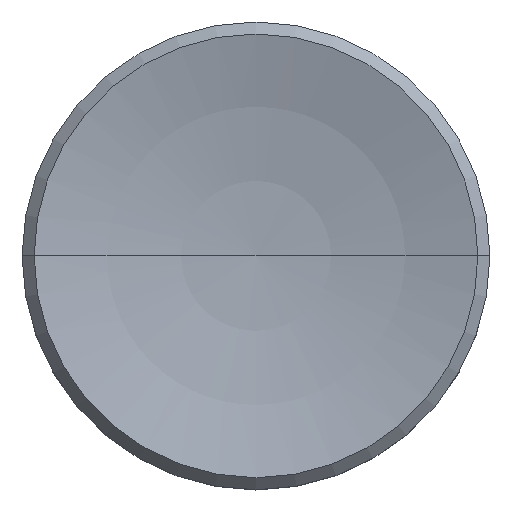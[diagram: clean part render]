
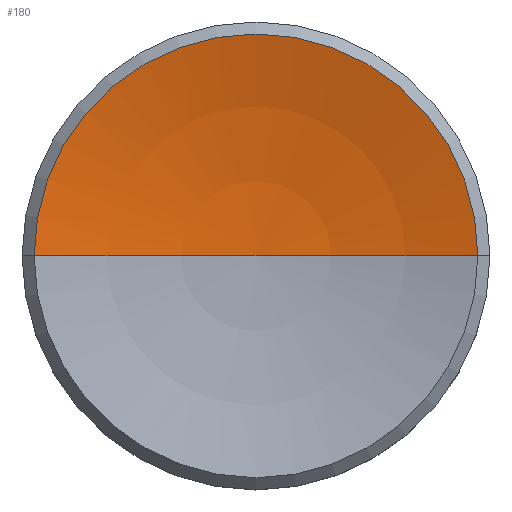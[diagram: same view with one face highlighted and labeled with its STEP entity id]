
A CAD part, top view. The second image highlights one B-rep face of the part: STEP entity #180.
In plain terms, the highlighted toroidal (fillet/blend) face has major radius 0.016 mm and minor radius 10.33 mm.
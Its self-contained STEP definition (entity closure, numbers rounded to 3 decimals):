
#5 = EDGE_CURVE ( 'NONE', #200, #79, #193, .T. ) ;
#12 = ORIENTED_EDGE ( 'NONE', *, *, #5, .T. ) ;
#23 = DIRECTION ( 'NONE',  ( -1., 0., 0. ) ) ;
#47 = CIRCLE ( 'NONE', #114, 2.846 ) ;
#54 = ORIENTED_EDGE ( 'NONE', *, *, #239, .F. ) ;
#62 = CARTESIAN_POINT ( 'NONE',  ( 0., 0., 1.904 ) ) ;
#63 = CARTESIAN_POINT ( 'NONE',  ( 0.016, 0., 11.83 ) ) ;
#74 = EDGE_LOOP ( 'NONE', ( #54, #12, #160 ) ) ;
#75 = CIRCLE ( 'NONE', #227, 10.33 ) ;
#76 = AXIS2_PLACEMENT_3D ( 'NONE', #242, #92, #253 ) ;
#77 = VERTEX_POINT ( 'NONE', #254 ) ;
#79 = VERTEX_POINT ( 'NONE', #91 ) ;
#85 = CARTESIAN_POINT ( 'NONE',  ( 0., 0., 11.83 ) ) ;
#91 = CARTESIAN_POINT ( 'NONE',  ( 2.846, 0., 1.904 ) ) ;
#92 = DIRECTION ( 'NONE',  ( 0., -1., 0. ) ) ;
#114 = AXIS2_PLACEMENT_3D ( 'NONE', #62, #208, #232 ) ;
#122 = DIRECTION ( 'NONE',  ( 1., 0., 0. ) ) ;
#141 = AXIS2_PLACEMENT_3D ( 'NONE', #85, #169, #122 ) ;
#160 = ORIENTED_EDGE ( 'NONE', *, *, #199, .T. ) ;
#168 = FACE_OUTER_BOUND ( 'NONE', #74, .T. ) ;
#169 = DIRECTION ( 'NONE',  ( 0., 0., 1. ) ) ;
#180 = ADVANCED_FACE ( 'NONE', ( #168 ), #188, .F. ) ;
#188 = TOROIDAL_SURFACE ( 'NONE', #141, -0.016, 10.33 ) ;
#193 = CIRCLE ( 'NONE', #76, 10.33 ) ;
#199 = EDGE_CURVE ( 'NONE', #79, #77, #47, .T. ) ;
#200 = VERTEX_POINT ( 'NONE', #264 ) ;
#208 = DIRECTION ( 'NONE',  ( 0., 0., 1. ) ) ;
#227 = AXIS2_PLACEMENT_3D ( 'NONE', #63, #230, #23 ) ;
#230 = DIRECTION ( 'NONE',  ( 0., 1., 0. ) ) ;
#232 = DIRECTION ( 'NONE',  ( 1., 0., 0. ) ) ;
#239 = EDGE_CURVE ( 'NONE', #200, #77, #75, .T. ) ;
#242 = CARTESIAN_POINT ( 'NONE',  ( -0.016, 0., 11.83 ) ) ;
#253 = DIRECTION ( 'NONE',  ( 0., 0., -1. ) ) ;
#254 = CARTESIAN_POINT ( 'NONE',  ( -2.846, 0., 1.904 ) ) ;
#264 = CARTESIAN_POINT ( 'NONE',  ( 0., 0., 1.5 ) ) ;
